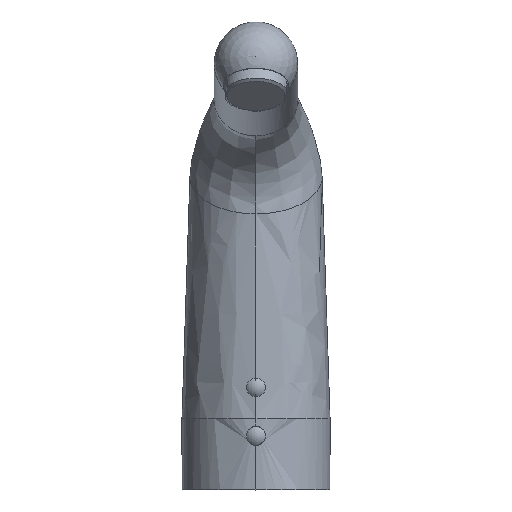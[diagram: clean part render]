
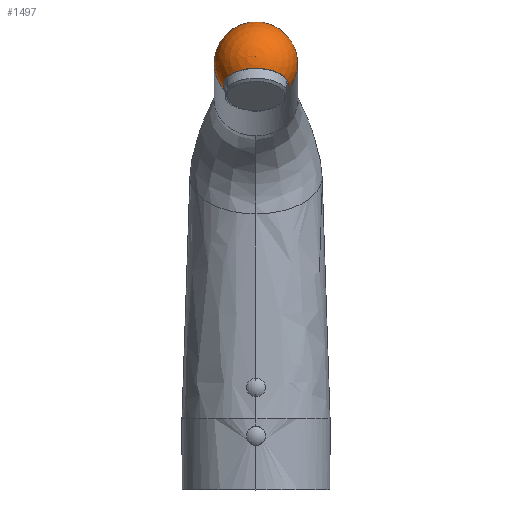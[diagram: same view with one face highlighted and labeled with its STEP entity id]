
A CAD part, top view. The second image highlights one B-rep face of the part: STEP entity #1497.
In plain terms, the highlighted spherical face has radius 15.5 mm.
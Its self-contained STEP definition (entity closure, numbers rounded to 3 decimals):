
#624 = DIRECTION ( 'NONE',  ( 0., -0.174, -0.985 ) ) ;
#968 = ORIENTED_EDGE ( 'NONE', *, *, #1228, .F. ) ;
#1076 = SPHERICAL_SURFACE ( 'NONE', #2144, 15.5 ) ;
#1102 = FACE_OUTER_BOUND ( 'NONE', #1330, .T. ) ;
#1154 = CARTESIAN_POINT ( 'NONE',  ( -11.685, 148.138, 123.465 ) ) ;
#1228 = EDGE_CURVE ( 'NONE', #2230, #1678, #1852, .T. ) ;
#1266 = CARTESIAN_POINT ( 'NONE',  ( 11.685, 148.138, 123.465 ) ) ;
#1315 = DIRECTION ( 'NONE',  ( -1., 0., 0. ) ) ;
#1322 = DIRECTION ( 'NONE',  ( 0., -0.174, -0.985 ) ) ;
#1324 = CARTESIAN_POINT ( 'NONE',  ( 0., 158.172, 121.724 ) ) ;
#1330 = EDGE_LOOP ( 'NONE', ( #1442, #968 ) ) ;
#1442 = ORIENTED_EDGE ( 'NONE', *, *, #2393, .F. ) ;
#1497 = ADVANCED_FACE ( 'NONE', ( #1102 ), #1076, .T. ) ;
#1553 = CARTESIAN_POINT ( 'NONE',  ( -11.685, 148.138, 123.465 ) ) ;
#1555 = CARTESIAN_POINT ( 'NONE',  ( -11.766, 148.276, 123.684 ) ) ;
#1556 = CARTESIAN_POINT ( 'NONE',  ( -11.831, 148.389, 123.884 ) ) ;
#1563 = CARTESIAN_POINT ( 'NONE',  ( -11.946, 148.629, 124.282 ) ) ;
#1568 = CARTESIAN_POINT ( 'NONE',  ( -11.997, 148.75, 124.481 ) ) ;
#1573 = CARTESIAN_POINT ( 'NONE',  ( -12.129, 149.114, 125.085 ) ) ;
#1579 = CARTESIAN_POINT ( 'NONE',  ( -12.189, 149.357, 125.493 ) ) ;
#1581 = CARTESIAN_POINT ( 'NONE',  ( -12.287, 150.094, 126.719 ) ) ;
#1584 = CARTESIAN_POINT ( 'NONE',  ( -12.239, 150.59, 127.543 ) ) ;
#1592 = CARTESIAN_POINT ( 'NONE',  ( -11.923, 151.56, 129.16 ) ) ;
#1593 = CARTESIAN_POINT ( 'NONE',  ( -11.654, 152.036, 129.952 ) ) ;
#1595 = CARTESIAN_POINT ( 'NONE',  ( -10.91, 152.944, 131.461 ) ) ;
#1601 = CARTESIAN_POINT ( 'NONE',  ( -10.434, 153.375, 132.178 ) ) ;
#1607 = CARTESIAN_POINT ( 'NONE',  ( -9.301, 154.168, 133.498 ) ) ;
#1612 = CARTESIAN_POINT ( 'NONE',  ( -8.644, 154.531, 134.101 ) ) ;
#1613 = CARTESIAN_POINT ( 'NONE',  ( -7.184, 155.167, 135.16 ) ) ;
#1619 = CARTESIAN_POINT ( 'NONE',  ( -6.382, 155.441, 135.616 ) ) ;
#1620 = CARTESIAN_POINT ( 'NONE',  ( -4.676, 155.886, 136.355 ) ) ;
#1629 = CARTESIAN_POINT ( 'NONE',  ( -3.772, 156.057, 136.639 ) ) ;
#1633 = CARTESIAN_POINT ( 'NONE',  ( -1.912, 156.285, 137.02 ) ) ;
#1639 = CARTESIAN_POINT ( 'NONE',  ( 0., 156.401, 137.212 ) ) ;
#1644 = CARTESIAN_POINT ( 'NONE',  ( 1.912, 156.285, 137.02 ) ) ;
#1647 = CARTESIAN_POINT ( 'NONE',  ( 3.772, 156.057, 136.639 ) ) ;
#1651 = CARTESIAN_POINT ( 'NONE',  ( 4.676, 155.886, 136.355 ) ) ;
#1656 = CARTESIAN_POINT ( 'NONE',  ( 6.382, 155.441, 135.616 ) ) ;
#1660 = CARTESIAN_POINT ( 'NONE',  ( 7.184, 155.167, 135.16 ) ) ;
#1662 = CARTESIAN_POINT ( 'NONE',  ( 8.644, 154.531, 134.101 ) ) ;
#1664 = CARTESIAN_POINT ( 'NONE',  ( 9.301, 154.168, 133.498 ) ) ;
#1668 = CARTESIAN_POINT ( 'NONE',  ( 10.434, 153.375, 132.178 ) ) ;
#1670 = CARTESIAN_POINT ( 'NONE',  ( 10.91, 152.944, 131.461 ) ) ;
#1672 = CARTESIAN_POINT ( 'NONE',  ( 11.654, 152.036, 129.952 ) ) ;
#1675 = CARTESIAN_POINT ( 'NONE',  ( 11.923, 151.56, 129.16 ) ) ;
#1678 = VERTEX_POINT ( 'NONE', #1154 ) ;
#1682 = CARTESIAN_POINT ( 'NONE',  ( 12.239, 150.59, 127.543 ) ) ;
#1683 = CARTESIAN_POINT ( 'NONE',  ( 12.287, 150.094, 126.719 ) ) ;
#1687 = CARTESIAN_POINT ( 'NONE',  ( 12.189, 149.357, 125.493 ) ) ;
#1690 = CARTESIAN_POINT ( 'NONE',  ( 12.129, 149.113, 125.085 ) ) ;
#1693 = CARTESIAN_POINT ( 'NONE',  ( 11.997, 148.75, 124.481 ) ) ;
#1695 = CARTESIAN_POINT ( 'NONE',  ( 11.946, 148.629, 124.282 ) ) ;
#1696 = CARTESIAN_POINT ( 'NONE',  ( 11.831, 148.389, 123.884 ) ) ;
#1706 = CARTESIAN_POINT ( 'NONE',  ( 11.766, 148.276, 123.684 ) ) ;
#1708 = CARTESIAN_POINT ( 'NONE',  ( 11.685, 148.138, 123.465 ) ) ;
#1737 = AXIS2_PLACEMENT_3D ( 'NONE', #1955, #624, #2174 ) ;
#1852 = B_SPLINE_CURVE_WITH_KNOTS ( 'NONE', 3,
 ( #1708, #1706, #1696, #1695, #1693, #1690, #1687, #1683, #1682, #1675, #1672, #1670, #1668, #1664, #1662, #1660, #1656, #1651, #1647, #1644, #1639, #1633, #1629, #1620, #1619, #1613, #1612, #1607, #1601, #1595, #1593, #1592, #1584, #1581, #1579, #1573, #1568, #1563, #1556, #1555, #1553 ),
 .UNSPECIFIED., .F., .F.,
 ( 4, 2, 2, 2, 2, 2, 2, 2, 2, 2, 1, 2, 2, 2, 2, 2, 2, 2, 2, 2, 4 ),
 ( 0., 0.016, 0.031, 0.062, 0.125, 0.187, 0.25, 0.312, 0.375, 0.437, 0.5, 0.562, 0.625, 0.687, 0.75, 0.812, 0.875, 0.938, 0.969, 0.984, 1. ),
 .UNSPECIFIED. ) ;
#1955 = CARTESIAN_POINT ( 'NONE',  ( 0., 158.172, 121.724 ) ) ;
#2144 = AXIS2_PLACEMENT_3D ( 'NONE', #1324, #1322, #1315 ) ;
#2174 = DIRECTION ( 'NONE',  ( 1., 0., 0. ) ) ;
#2230 = VERTEX_POINT ( 'NONE', #1266 ) ;
#2393 = EDGE_CURVE ( 'NONE', #1678, #2230, #2491, .T. ) ;
#2491 = CIRCLE ( 'NONE', #1737, 15.5 ) ;
